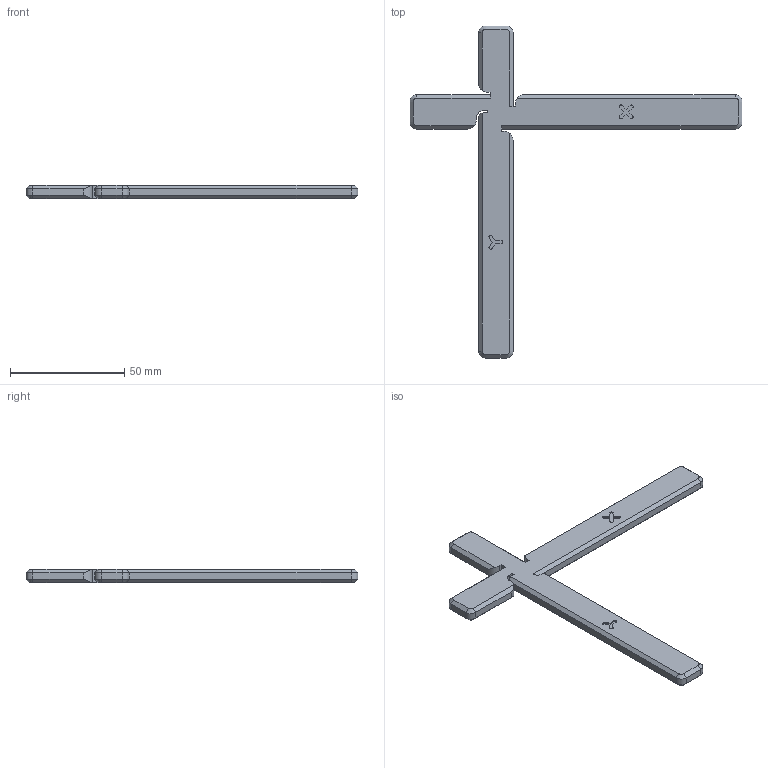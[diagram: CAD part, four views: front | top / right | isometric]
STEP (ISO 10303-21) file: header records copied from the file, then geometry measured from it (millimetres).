
FILE_DESCRIPTION(/* description */ ('CC-BY','CAx-IF Rec.Pracs.---Representation and Presentation of Product Manufacturing Information (PMI)---4.0---2014-10-13','CAx-IF Rec.Pracs.---3D Tessellated Geometry---0.4---2014-09-14','2;1'),/* implementation_level */ '2;1');
FILE_NAME(/* name */ 'k3d_accuracy_test_v8',/* time_stamp */ '2024-07-07T17:18:10+03:00',/* author */ ('Dmitry Sorkin'),/* organization */ ('K3D'),/* preprocessor_version */ 'ST-DEVELOPER v20',/* originating_system */ 'SIEMENS PLM Software NX2312.1700',/* authorisation */ $);
FILE_SCHEMA (('AP242_MANAGED_MODEL_BASED_3D_ENGINEERING_MIM_LF { 1 0 10303 442 3 1 4 }'));
Length unit declared in the file: millimetre
Products named in the file (1): k3d_accuracy_test_v8
Bounding box: 145 x 145 x 6 mm (x, y, z)
Volume: 23098.3 mm3; surface area: 10851.2 mm2
Topology: 1 solids, 1 shells, 124 faces, 322 edges, 204 vertices
Faces by surface type: plane 80, cylinder 28, cone 16
Entity records: 3913 total; most frequent: DIRECTION 686, CARTESIAN_POINT 675, ORIENTED_EDGE 644, EDGE_CURVE 322, LINE 240, VECTOR 240, AXIS2_PLACEMENT_3D 223, VERTEX_POINT 204
